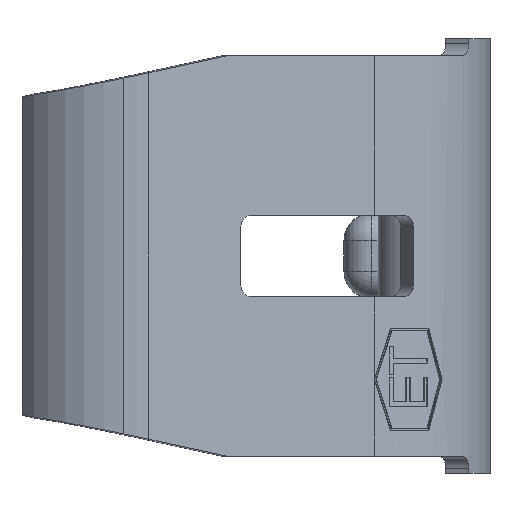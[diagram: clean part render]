
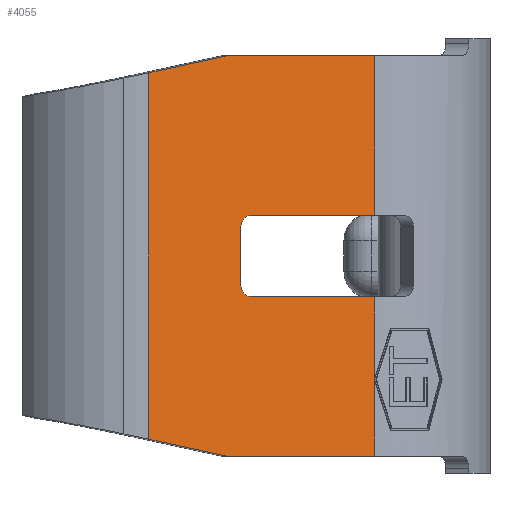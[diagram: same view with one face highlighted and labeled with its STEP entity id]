
A CAD part, left-side view. The second image highlights one B-rep face of the part: STEP entity #4055.
In plain terms, the highlighted planar face has unit normal (-0.978, -0.209, 0).
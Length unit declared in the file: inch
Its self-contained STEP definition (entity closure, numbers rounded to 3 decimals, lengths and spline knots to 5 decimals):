
#11 = EDGE_CURVE ( 'NONE', #4237, #5108, #5576, .T. ) ;
#24 = EDGE_CURVE ( 'NONE', #5108, #1025, #7038, .T. ) ;
#32 = CARTESIAN_POINT ( 'NONE',  ( -0.51529, 0.19916, -0.0935 ) ) ;
#38 = EDGE_CURVE ( 'NONE', #1025, #2366, #2488, .T. ) ;
#86 = EDGE_CURVE ( 'NONE', #1067, #2366, #4750, .T. ) ;
#106 = EDGE_CURVE ( 'NONE', #243, #1067, #4562, .T. ) ;
#129 = EDGE_CURVE ( 'NONE', #6769, #6255, #2690, .T. ) ;
#138 = EDGE_CURVE ( 'NONE', #4373, #243, #7129, .T. ) ;
#243 = VERTEX_POINT ( 'NONE', #7071 ) ;
#283 = VECTOR ( 'NONE', #4423, 39.37008 ) ;
#418 = CARTESIAN_POINT ( 'NONE',  ( -0.4731, 0.002, -0.024 ) ) ;
#621 = DIRECTION ( 'NONE',  ( 0., 0., -1. ) ) ;
#665 = DIRECTION ( 'NONE',  ( -0.205, 0.956, 0.208 ) ) ;
#733 = AXIS2_PLACEMENT_3D ( 'NONE', #1719, #5734, #2272 ) ;
#833 = EDGE_CURVE ( 'NONE', #2106, #6769, #5599, .T. ) ;
#844 = VERTEX_POINT ( 'NONE', #2976 ) ;
#948 = ORIENTED_EDGE ( 'NONE', *, *, #2987, .F. ) ;
#1025 = VERTEX_POINT ( 'NONE', #5801 ) ;
#1034 = ORIENTED_EDGE ( 'NONE', *, *, #106, .F. ) ;
#1051 = CARTESIAN_POINT ( 'NONE',  ( -0.50145, 0.13449, 0.1175 ) ) ;
#1067 = VERTEX_POINT ( 'NONE', #2361 ) ;
#1118 = ORIENTED_EDGE ( 'NONE', *, *, #3243, .T. ) ;
#1158 = CARTESIAN_POINT ( 'NONE',  ( -0.48989, 0.0805, 0.024 ) ) ;
#1201 = LINE ( 'NONE', #32, #5590 ) ;
#1309 = AXIS2_PLACEMENT_3D ( 'NONE', #4833, #1421, #5417 ) ;
#1338 = EDGE_CURVE ( 'NONE', #1972, #6255, #2423, .T. ) ;
#1421 = DIRECTION ( 'NONE',  ( 0.978, 0.209, 0. ) ) ;
#1465 = ORIENTED_EDGE ( 'NONE', *, *, #11, .T. ) ;
#1549 = EDGE_CURVE ( 'NONE', #4373, #844, #3038, .T. ) ;
#1565 = VECTOR ( 'NONE', #5619, 39.37008 ) ;
#1614 = FACE_OUTER_BOUND ( 'NONE', #2524, .T. ) ;
#1715 = VECTOR ( 'NONE', #5093, 39.37008 ) ;
#1719 = CARTESIAN_POINT ( 'NONE',  ( -0.48843, 0.07365, 0.017 ) ) ;
#1729 = CARTESIAN_POINT ( 'NONE',  ( -0.48989, 0.0805, 0.017 ) ) ;
#1741 = DIRECTION ( 'NONE',  ( 0.205, -0.956, 0.208 ) ) ;
#1764 = CARTESIAN_POINT ( 'NONE',  ( -0.49166, 0.08875, -0.1175 ) ) ;
#1786 = LINE ( 'NONE', #6758, #283 ) ;
#1972 = VERTEX_POINT ( 'NONE', #1764 ) ;
#2106 = VERTEX_POINT ( 'NONE', #418 ) ;
#2179 = DIRECTION ( 'NONE',  ( 0.978, 0.209, 0. ) ) ;
#2192 = CARTESIAN_POINT ( 'NONE',  ( -0.50145, 0.13449, 0.10756 ) ) ;
#2243 = ORIENTED_EDGE ( 'NONE', *, *, #129, .F. ) ;
#2272 = DIRECTION ( 'NONE',  ( -0.209, 0.978, 0. ) ) ;
#2275 = CARTESIAN_POINT ( 'NONE',  ( -0.48843, 0.07365, -0.024 ) ) ;
#2292 = CARTESIAN_POINT ( 'NONE',  ( -0.51529, 0.19916, 0.0935 ) ) ;
#2361 = CARTESIAN_POINT ( 'NONE',  ( -0.4731, 0.002, 0.1175 ) ) ;
#2366 = VERTEX_POINT ( 'NONE', #6236 ) ;
#2409 = CARTESIAN_POINT ( 'NONE',  ( -0.4731, 0.002, 0.1175 ) ) ;
#2423 = LINE ( 'NONE', #4212, #3776 ) ;
#2488 = LINE ( 'NONE', #1158, #5494 ) ;
#2503 = ORIENTED_EDGE ( 'NONE', *, *, #138, .F. ) ;
#2524 = EDGE_LOOP ( 'NONE', ( #4951, #3568, #6674, #2243, #6857, #948, #1118, #1465, #6392, #3667, #5215, #1034, #2503 ) ) ;
#2629 = EDGE_CURVE ( 'NONE', #1972, #844, #1201, .T. ) ;
#2690 = LINE ( 'NONE', #3988, #4012 ) ;
#2976 = CARTESIAN_POINT ( 'NONE',  ( -0.50145, 0.13449, -0.10756 ) ) ;
#2987 = EDGE_CURVE ( 'NONE', #5881, #2106, #1786, .T. ) ;
#3038 = LINE ( 'NONE', #1051, #1565 ) ;
#3223 = VECTOR ( 'NONE', #3939, 39.37008 ) ;
#3243 = EDGE_CURVE ( 'NONE', #5881, #4237, #7413, .T. ) ;
#3350 = AXIS2_PLACEMENT_3D ( 'NONE', #5633, #2179, #6210 ) ;
#3568 = ORIENTED_EDGE ( 'NONE', *, *, #2629, .F. ) ;
#3667 = ORIENTED_EDGE ( 'NONE', *, *, #38, .T. ) ;
#3776 = VECTOR ( 'NONE', #4804, 39.37008 ) ;
#3939 = DIRECTION ( 'NONE',  ( 0.209, -0.978, 0. ) ) ;
#3944 = CARTESIAN_POINT ( 'NONE',  ( -0.48989, 0.0805, -0.024 ) ) ;
#3988 = CARTESIAN_POINT ( 'NONE',  ( -0.4731, 0.002, 0.1175 ) ) ;
#4004 = VECTOR ( 'NONE', #7457, 39.37008 ) ;
#4012 = VECTOR ( 'NONE', #621, 39.37008 ) ;
#4031 = VECTOR ( 'NONE', #7048, 39.37008 ) ;
#4055 = ADVANCED_FACE ( 'NONE', ( #1614 ), #4440, .F. ) ;
#4212 = CARTESIAN_POINT ( 'NONE',  ( -0.4731, 0.002, -0.1175 ) ) ;
#4237 = VERTEX_POINT ( 'NONE', #5521 ) ;
#4373 = VERTEX_POINT ( 'NONE', #2192 ) ;
#4423 = DIRECTION ( 'NONE',  ( 0.209, -0.978, 0. ) ) ;
#4440 = PLANE ( 'NONE',  #3350 ) ;
#4441 = DIRECTION ( 'NONE',  ( 0.209, -0.978, 0. ) ) ;
#4502 = CARTESIAN_POINT ( 'NONE',  ( -0.4731, 0.002, 0.1175 ) ) ;
#4562 = LINE ( 'NONE', #7450, #3223 ) ;
#4750 = LINE ( 'NONE', #4502, #1715 ) ;
#4804 = DIRECTION ( 'NONE',  ( 0.209, -0.978, 0. ) ) ;
#4833 = CARTESIAN_POINT ( 'NONE',  ( -0.48843, 0.07365, -0.017 ) ) ;
#4951 = ORIENTED_EDGE ( 'NONE', *, *, #1549, .T. ) ;
#5093 = DIRECTION ( 'NONE',  ( 0., 0., -1. ) ) ;
#5108 = VERTEX_POINT ( 'NONE', #1729 ) ;
#5215 = ORIENTED_EDGE ( 'NONE', *, *, #86, .F. ) ;
#5417 = DIRECTION ( 'NONE',  ( -0.209, 0.978, 0. ) ) ;
#5494 = VECTOR ( 'NONE', #4441, 39.37008 ) ;
#5509 = CARTESIAN_POINT ( 'NONE',  ( -0.4731, 0.002, -0.0725 ) ) ;
#5521 = CARTESIAN_POINT ( 'NONE',  ( -0.48989, 0.0805, -0.017 ) ) ;
#5576 = LINE ( 'NONE', #3944, #4004 ) ;
#5590 = VECTOR ( 'NONE', #665, 39.37008 ) ;
#5599 = LINE ( 'NONE', #2409, #4031 ) ;
#5619 = DIRECTION ( 'NONE',  ( 0., 0., -1. ) ) ;
#5633 = CARTESIAN_POINT ( 'NONE',  ( -0.4731, 0.002, 0.1175 ) ) ;
#5734 = DIRECTION ( 'NONE',  ( 0.978, 0.209, 0. ) ) ;
#5801 = CARTESIAN_POINT ( 'NONE',  ( -0.48843, 0.07365, 0.024 ) ) ;
#5881 = VERTEX_POINT ( 'NONE', #2275 ) ;
#6210 = DIRECTION ( 'NONE',  ( -0.209, 0.978, 0. ) ) ;
#6236 = CARTESIAN_POINT ( 'NONE',  ( -0.4731, 0.002, 0.024 ) ) ;
#6255 = VERTEX_POINT ( 'NONE', #7463 ) ;
#6392 = ORIENTED_EDGE ( 'NONE', *, *, #24, .T. ) ;
#6674 = ORIENTED_EDGE ( 'NONE', *, *, #1338, .T. ) ;
#6758 = CARTESIAN_POINT ( 'NONE',  ( -0.48989, 0.0805, -0.024 ) ) ;
#6769 = VERTEX_POINT ( 'NONE', #5509 ) ;
#6857 = ORIENTED_EDGE ( 'NONE', *, *, #833, .F. ) ;
#6937 = VECTOR ( 'NONE', #1741, 39.37008 ) ;
#7038 = CIRCLE ( 'NONE', #733, 0.007 ) ;
#7048 = DIRECTION ( 'NONE',  ( 0., 0., -1. ) ) ;
#7071 = CARTESIAN_POINT ( 'NONE',  ( -0.49166, 0.08875, 0.1175 ) ) ;
#7129 = LINE ( 'NONE', #2292, #6937 ) ;
#7413 = CIRCLE ( 'NONE', #1309, 0.007 ) ;
#7450 = CARTESIAN_POINT ( 'NONE',  ( -0.4731, 0.002, 0.1175 ) ) ;
#7457 = DIRECTION ( 'NONE',  ( 0., 0., 1. ) ) ;
#7463 = CARTESIAN_POINT ( 'NONE',  ( -0.4731, 0.002, -0.1175 ) ) ;
